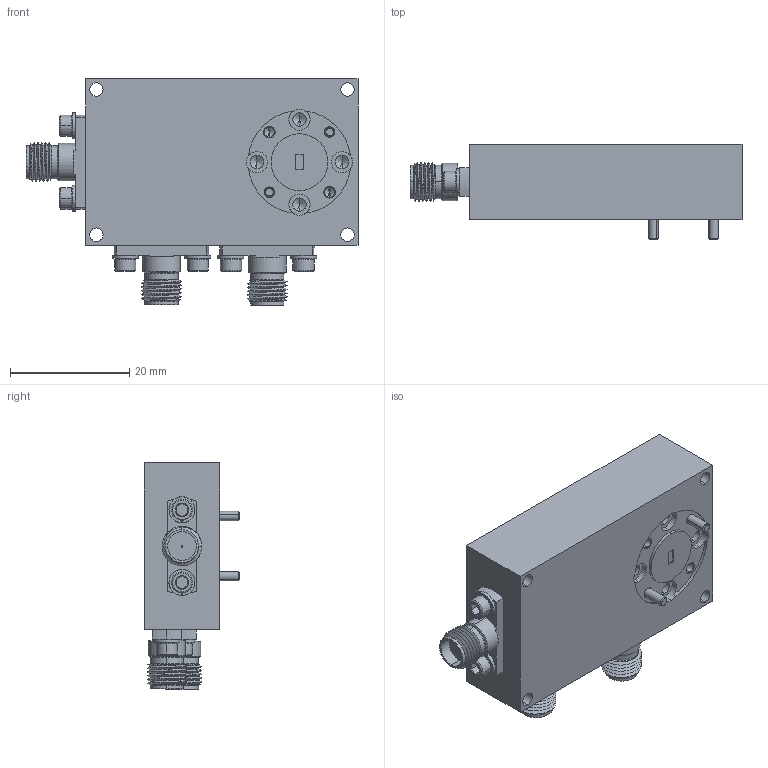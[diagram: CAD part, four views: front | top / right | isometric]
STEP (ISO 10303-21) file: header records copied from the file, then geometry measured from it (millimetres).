
FILE_DESCRIPTION (( 'STEP AP203' ), '1' );
FILE_NAME ('SSR-9330634030-10-M1-I.STEP', '2019-07-09T21:30:05', ( '' ), ( '' ), 'SwSTEP 2.0', 'SolidWorks 2016', '' );
FILE_SCHEMA (( 'CONFIG_CONTROL_DESIGN' ));
Length unit declared in the file: inch
Products named in the file (1): SSR-9330634030-10-M1-I
Bounding box: 55.75 x 16.07 x 37.97 mm (x, y, z)
Volume: 16838.2 mm3; surface area: 7403 mm2
Topology: 3 solids, 4 shells, 625 faces, 1511 edges, 932 vertices
Faces by surface type: plane 242, cylinder 231, cone 140, torus 6, bspline 6
Entity records: 20618 total; most frequent: CARTESIAN_POINT 6066, DIRECTION 3106, ORIENTED_EDGE 2990, EDGE_CURVE 1495, AXIS2_PLACEMENT_3D 1225, VERTEX_POINT 932, EDGE_LOOP 697, LINE 656
